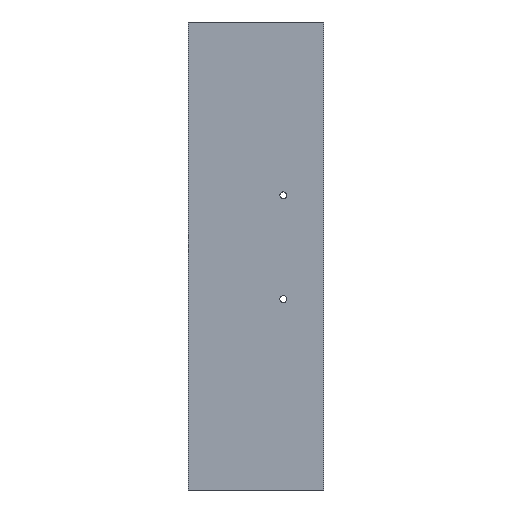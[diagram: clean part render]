
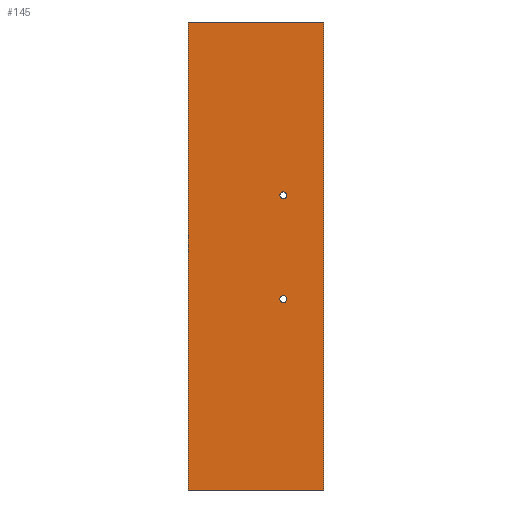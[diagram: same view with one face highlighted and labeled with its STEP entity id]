
A CAD part, left-side view. The second image highlights one B-rep face of the part: STEP entity #145.
In plain terms, the highlighted planar face has unit normal (-1, 0, 0).
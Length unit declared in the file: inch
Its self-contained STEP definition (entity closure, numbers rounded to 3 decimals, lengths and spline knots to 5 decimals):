
#15=LINE('',#219,#27);
#19=LINE('',#227,#31);
#22=LINE('',#233,#34);
#25=LINE('',#238,#37);
#27=VECTOR('',#183,0.3937);
#31=VECTOR('',#189,0.3937);
#34=VECTOR('',#194,0.3937);
#37=VECTOR('',#199,0.3937);
#43=PLANE('',#165);
#47=FACE_BOUND('',#68,.T.);
#48=FACE_BOUND('',#69,.T.);
#57=FACE_OUTER_BOUND('',#67,.T.);
#67=EDGE_LOOP('',(#125,#126,#127,#128));
#68=EDGE_LOOP('',(#129));
#69=EDGE_LOOP('',(#130));
#73=CIRCLE('',#156,0.0885);
#75=CIRCLE('',#159,0.0885);
#77=VERTEX_POINT('',#207);
#79=VERTEX_POINT('',#212);
#81=VERTEX_POINT('',#217);
#82=VERTEX_POINT('',#218);
#85=VERTEX_POINT('',#226);
#87=VERTEX_POINT('',#232);
#89=EDGE_CURVE('',#77,#77,#73,.T.);
#91=EDGE_CURVE('',#79,#79,#75,.T.);
#93=EDGE_CURVE('',#81,#82,#15,.T.);
#97=EDGE_CURVE('',#82,#85,#19,.T.);
#100=EDGE_CURVE('',#85,#87,#22,.T.);
#103=EDGE_CURVE('',#87,#81,#25,.T.);
#125=ORIENTED_EDGE('',*,*,#103,.T.);
#126=ORIENTED_EDGE('',*,*,#93,.T.);
#127=ORIENTED_EDGE('',*,*,#97,.T.);
#128=ORIENTED_EDGE('',*,*,#100,.T.);
#129=ORIENTED_EDGE('',*,*,#89,.T.);
#130=ORIENTED_EDGE('',*,*,#91,.T.);
#145=ADVANCED_FACE('',(#57,#47,#48),#43,.F.);
#156=AXIS2_PLACEMENT_3D('',#208,#171,#172);
#159=AXIS2_PLACEMENT_3D('',#213,#177,#178);
#165=AXIS2_PLACEMENT_3D('',#240,#201,#202);
#171=DIRECTION('center_axis',(1.,0.,0.));
#172=DIRECTION('ref_axis',(0.,0.,-1.));
#177=DIRECTION('center_axis',(1.,0.,0.));
#178=DIRECTION('ref_axis',(0.,0.,-1.));
#183=DIRECTION('',(0.,0.,-1.));
#189=DIRECTION('',(0.,-1.,0.));
#194=DIRECTION('',(0.,0.,1.));
#199=DIRECTION('',(0.,1.,0.));
#201=DIRECTION('center_axis',(1.,0.,0.));
#202=DIRECTION('ref_axis',(0.,0.,-1.));
#207=CARTESIAN_POINT('',(0.,-0.7,1.645));
#208=CARTESIAN_POINT('Origin',(0.,-0.7,1.5565));
#212=CARTESIAN_POINT('',(0.,-0.7,-1.017));
#213=CARTESIAN_POINT('Origin',(0.,-0.7,-1.1055));
#217=CARTESIAN_POINT('',(0.,1.735,6.));
#218=CARTESIAN_POINT('',(0.,1.735,-6.));
#219=CARTESIAN_POINT('',(0.,1.735,6.));
#226=CARTESIAN_POINT('',(0.,-1.735,-6.));
#227=CARTESIAN_POINT('',(0.,1.735,-6.));
#232=CARTESIAN_POINT('',(0.,-1.735,6.));
#233=CARTESIAN_POINT('',(0.,-1.735,-6.));
#238=CARTESIAN_POINT('',(0.,-1.735,6.));
#240=CARTESIAN_POINT('Origin',(0.,0.,0.));
